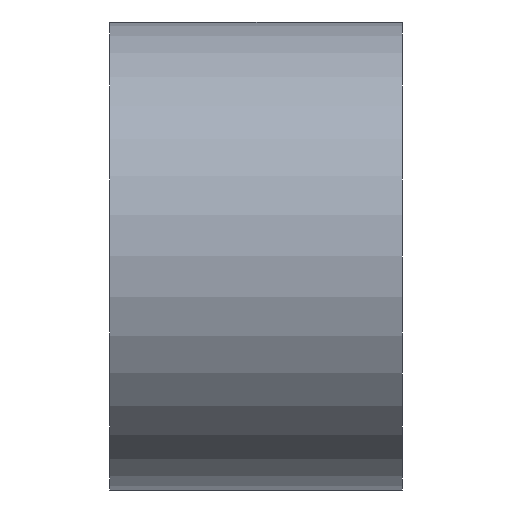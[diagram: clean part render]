
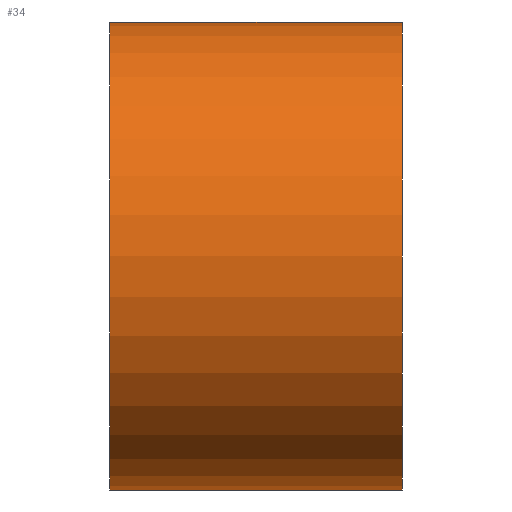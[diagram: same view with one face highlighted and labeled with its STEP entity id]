
A CAD part, left-side view. The second image highlights one B-rep face of the part: STEP entity #34.
In plain terms, the highlighted cylindrical face has radius 8 mm (diameter 16 mm), a partial arc.
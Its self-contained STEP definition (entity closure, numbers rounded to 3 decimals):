
#34 = ADVANCED_FACE( '', ( #65 ), #66, .T. );
#65 = FACE_OUTER_BOUND( '', #90, .T. );
#66 = CYLINDRICAL_SURFACE( '', #91, 8. );
#90 = EDGE_LOOP( '', ( #119, #120, #121, #122 ) );
#91 = AXIS2_PLACEMENT_3D( '', #123, #124, #125 );
#119 = ORIENTED_EDGE( '', *, *, #156, .T. );
#120 = ORIENTED_EDGE( '', *, *, #160, .F. );
#121 = ORIENTED_EDGE( '', *, *, #161, .F. );
#122 = ORIENTED_EDGE( '', *, *, #152, .T. );
#123 = CARTESIAN_POINT( '', ( -37., 5., 0. ) );
#124 = DIRECTION( '', ( 0., 1., 0. ) );
#125 = DIRECTION( '', ( 0., 0., -1. ) );
#152 = EDGE_CURVE( '', #172, #170, #173, .T. );
#156 = EDGE_CURVE( '', #170, #178, #179, .T. );
#160 = EDGE_CURVE( '', #184, #178, #185, .T. );
#161 = EDGE_CURVE( '', #172, #184, #186, .T. );
#170 = VERTEX_POINT( '', #196 );
#172 = VERTEX_POINT( '', #199 );
#173 = LINE( '', #200, #201 );
#178 = VERTEX_POINT( '', #208 );
#179 = CIRCLE( '', #209, 8. );
#184 = VERTEX_POINT( '', #215 );
#185 = LINE( '', #216, #217 );
#186 = CIRCLE( '', #218, 8. );
#196 = CARTESIAN_POINT( '', ( -37., -5., -8. ) );
#199 = CARTESIAN_POINT( '', ( -37., 5., -8. ) );
#200 = CARTESIAN_POINT( '', ( -37., 5., -8. ) );
#201 = VECTOR( '', #229, 1000. );
#208 = CARTESIAN_POINT( '', ( -37., -5., 8. ) );
#209 = AXIS2_PLACEMENT_3D( '', #232, #233, #234 );
#215 = CARTESIAN_POINT( '', ( -37., 5., 8. ) );
#216 = CARTESIAN_POINT( '', ( -37., 5., 8. ) );
#217 = VECTOR( '', #239, 1000. );
#218 = AXIS2_PLACEMENT_3D( '', #240, #241, #242 );
#229 = DIRECTION( '', ( 0., -1., 0. ) );
#232 = CARTESIAN_POINT( '', ( -37., -5., 0. ) );
#233 = DIRECTION( '', ( 0., 1., 0. ) );
#234 = DIRECTION( '', ( 1., 0., 0. ) );
#239 = DIRECTION( '', ( 0., -1., 0. ) );
#240 = CARTESIAN_POINT( '', ( -37., 5., 0. ) );
#241 = DIRECTION( '', ( 0., 1., 0. ) );
#242 = DIRECTION( '', ( 1., 0., 0. ) );
